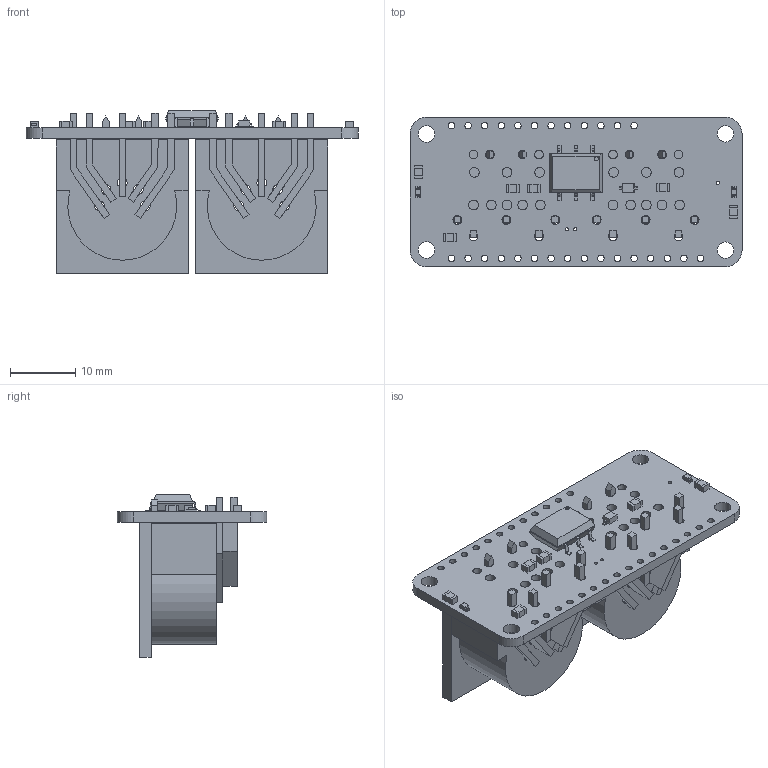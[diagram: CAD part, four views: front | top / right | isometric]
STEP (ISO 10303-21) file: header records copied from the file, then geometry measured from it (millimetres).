
FILE_DESCRIPTION(/* description */ (''),/* implementation_level */ '2;1');
FILE_NAME(/* name */ 'PCB Component.step',/* time_stamp */ '2023-07-14T10:37:09-04:00',/* author */ (''),/* organization */ (''),/* preprocessor_version */ 'ST-DEVELOPER v19.2',/* originating_system */ 'Autodesk Translation Framework v12.6.0.85',/* authorisation */ '');
FILE_SCHEMA (('AUTOMOTIVE_DESIGN { 1 0 10303 214 3 1 1 }'));
Length unit declared in the file: millimetre
Products named in the file (7): PCB Component; Board; DIN_5; 2.2K; 1N4148; BLUE; H11L1MS
Assembly tree (13 placements, depth 2):
  PCB Component
    Board
    DIN_5  x2
    2.2K  x6
    1N4148
    BLUE  x2
    H11L1MS
Bounding box: 50.8 x 22.86 x 24.92 mm (x, y, z)
Volume: 8389.5 mm3; surface area: 10608.3 mm2
Topology: 43 solids, 43 shells, 704 faces, 1819 edges, 1206 vertices
Faces by surface type: plane 553, cylinder 143, bspline 8
Full cylindrical faces by diameter (mm): 0.5 x4, 0.6 x1, 1 x28, 1.321 x18, 1.5 x16, 2.5 x2, 2.54 x2, 13.4 x4
Entity records: 14066 total; most frequent: CARTESIAN_POINT 2395, DIRECTION 2284, ORIENTED_EDGE 2256, EDGE_CURVE 1128, LINE 870, VECTOR 870, VERTEX_POINT 746, AXIS2_PLACEMENT_3D 707
